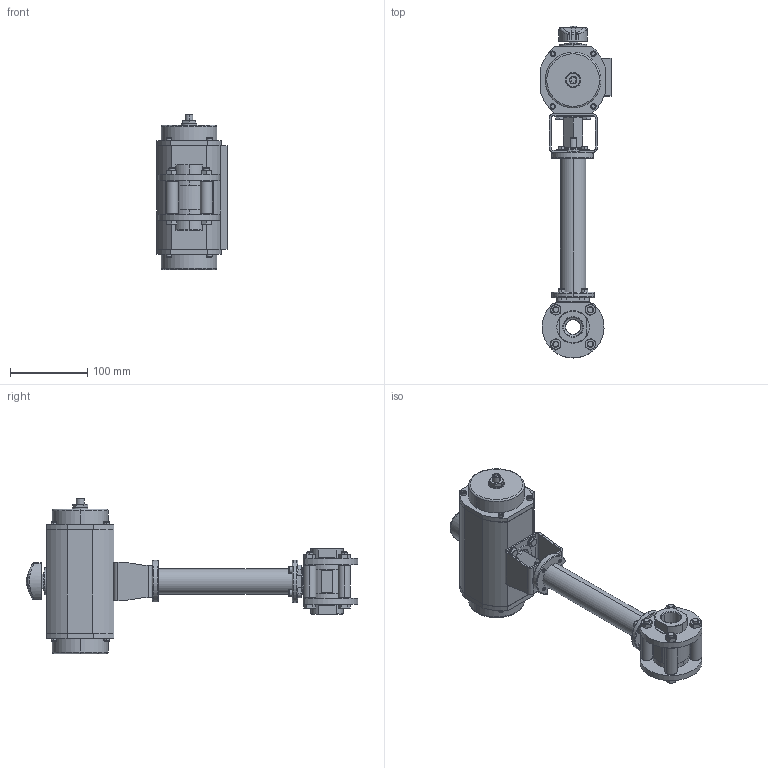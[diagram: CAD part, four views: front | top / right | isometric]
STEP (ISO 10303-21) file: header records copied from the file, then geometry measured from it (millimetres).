
FILE_DESCRIPTION((''),'2;1');
FILE_NAME('BASE_CY_ASM','2023-06-29T14:09:37',('ENE'),('MECA-INOX'),'CREO PARAMETRIC BY PTC INC, 2022364','CREO PARAMETRIC BY PTC INC, 2022364','');
FILE_SCHEMA(('CONFIG_CONTROL_DESIGN'));
Length unit declared in the file: millimetre
Products named in the file (16): 042003FP4NICYMO_SL_IGES; KY4I020_BT_0001_ASM; 242030_F05I; 242029_C14I; 5RMN06_____A2; 5TH06-012__A2; 5RMN05_____A2; 5TH05-012__A2; KPNI420_0514_ASM; TRUTORQ_CORPS_TDA-TSR5; TRUTORQ_FLASQUE_TDA-TSR5_D; TRUTORQ_FLASQUE_TDA-TSR5_G; TRUTORQ_IND_T3-T5; 2TRUTORQ_TDA-TRS5_IND_ASM; LTGNI420; BASE_CY_ASM
Assembly tree (28 placements, depth 3):
  BASE_CY_ASM
    KY4I020_BT_0001_ASM
      042003FP4NICYMO_SL_IGES
    KPNI420_0514_ASM
      242030_F05I
      242029_C14I
      5RMN06_____A2  x4
      5TH06-012__A2  x4
      5RMN05_____A2  x4
      5TH05-012__A2  x4
    2TRUTORQ_TDA-TRS5_IND_ASM
      TRUTORQ_CORPS_TDA-TSR5
      TRUTORQ_FLASQUE_TDA-TSR5_D
      TRUTORQ_FLASQUE_TDA-TSR5_G
      TRUTORQ_IND_T3-T5
    LTGNI420  x2
Bounding box: 90.5 x 429.08 x 200.5 mm (x, y, z)
Volume: 1600304.8 mm3; surface area: 234097.5 mm2
Topology: 26 solids, 51 shells, 1526 faces, 3603 edges, 2233 vertices
Faces by surface type: plane 618, cylinder 472, cone 300, torus 88, bspline 26, sphere 22
Entity records: 38717 total; most frequent: CARTESIAN_POINT 8869, DIRECTION 6453, ORIENTED_EDGE 5910, EDGE_CURVE 2987, AXIS2_PLACEMENT_3D 2485, VERTEX_POINT 1873, VECTOR 1483, LINE 1483
